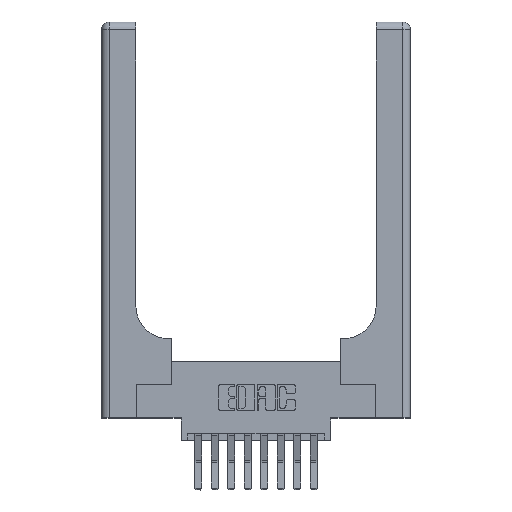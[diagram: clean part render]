
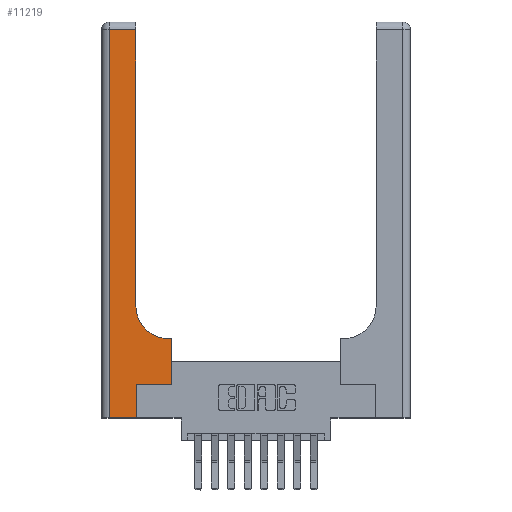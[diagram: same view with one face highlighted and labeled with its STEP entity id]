
A CAD part, top view. The second image highlights one B-rep face of the part: STEP entity #11219.
In plain terms, the highlighted planar face has unit normal (0, 0, 1).
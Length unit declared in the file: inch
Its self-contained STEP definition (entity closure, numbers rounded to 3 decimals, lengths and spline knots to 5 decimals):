
#68 = DIRECTION ( 'NONE',  ( 1., 0., 0. ) ) ;
#110 = EDGE_CURVE ( 'NONE', #162, #3413, #2057, .T. ) ;
#162 = VERTEX_POINT ( 'NONE', #11795 ) ;
#690 = VERTEX_POINT ( 'NONE', #4579 ) ;
#1006 = AXIS2_PLACEMENT_3D ( 'NONE', #2434, #10697, #3630 ) ;
#1097 = CARTESIAN_POINT ( 'NONE',  ( 0.06, 3., 0.37 ) ) ;
#1252 = LINE ( 'NONE', #2030, #13389 ) ;
#1324 = EDGE_CURVE ( 'NONE', #1707, #162, #7757, .T. ) ;
#1654 = EDGE_CURVE ( 'NONE', #10120, #8456, #4043, .T. ) ;
#1707 = VERTEX_POINT ( 'NONE', #6664 ) ;
#1978 = VECTOR ( 'NONE', #4304, 39.37008 ) ;
#2030 = CARTESIAN_POINT ( 'NONE',  ( 0.26, 3., 0.37 ) ) ;
#2057 = LINE ( 'NONE', #5816, #4455 ) ;
#2177 = ORIENTED_EDGE ( 'NONE', *, *, #13218, .T. ) ;
#2280 = VECTOR ( 'NONE', #2503, 39.37008 ) ;
#2434 = CARTESIAN_POINT ( 'NONE',  ( 0., 3., 0.37 ) ) ;
#2464 = ORIENTED_EDGE ( 'NONE', *, *, #2535, .T. ) ;
#2494 = EDGE_CURVE ( 'NONE', #8456, #1707, #7898, .T. ) ;
#2503 = DIRECTION ( 'NONE',  ( -1., 0., 0. ) ) ;
#2535 = EDGE_CURVE ( 'NONE', #12329, #14294, #1252, .T. ) ;
#2679 = EDGE_LOOP ( 'NONE', ( #2464, #6383, #2177, #8245, #9379, #12001, #6931, #7766, #5221 ) ) ;
#3031 = DIRECTION ( 'NONE',  ( 1., 0., 0. ) ) ;
#3413 = VERTEX_POINT ( 'NONE', #11838 ) ;
#3630 = DIRECTION ( 'NONE',  ( -1., 0., 0. ) ) ;
#3959 = CARTESIAN_POINT ( 'NONE',  ( 0.265, 0., 0.37 ) ) ;
#4043 = LINE ( 'NONE', #6563, #9579 ) ;
#4304 = DIRECTION ( 'NONE',  ( 0., 1., 0. ) ) ;
#4336 = EDGE_CURVE ( 'NONE', #3413, #690, #12978, .T. ) ;
#4455 = VECTOR ( 'NONE', #9348, 39.37008 ) ;
#4456 = LINE ( 'NONE', #1097, #12726 ) ;
#4513 = CIRCLE ( 'NONE', #8031, 0.25 ) ;
#4579 = CARTESIAN_POINT ( 'NONE',  ( 0.51, 0.6, 0.37 ) ) ;
#5193 = CARTESIAN_POINT ( 'NONE',  ( 0.06, 0., 0.37 ) ) ;
#5221 = ORIENTED_EDGE ( 'NONE', *, *, #12356, .T. ) ;
#5757 = DIRECTION ( 'NONE',  ( 0., 0., -1. ) ) ;
#5809 = DIRECTION ( 'NONE',  ( 0., -1., 0. ) ) ;
#5816 = CARTESIAN_POINT ( 'NONE',  ( 0.528, 0.25, 0.37 ) ) ;
#6383 = ORIENTED_EDGE ( 'NONE', *, *, #12526, .T. ) ;
#6563 = CARTESIAN_POINT ( 'NONE',  ( 0., 0., 0.37 ) ) ;
#6664 = CARTESIAN_POINT ( 'NONE',  ( 0.265, 0.25, 0.37 ) ) ;
#6762 = VECTOR ( 'NONE', #13248, 39.37008 ) ;
#6931 = ORIENTED_EDGE ( 'NONE', *, *, #110, .T. ) ;
#7430 = CARTESIAN_POINT ( 'NONE',  ( 0.26, 0.6, 0.37 ) ) ;
#7757 = LINE ( 'NONE', #11807, #13607 ) ;
#7766 = ORIENTED_EDGE ( 'NONE', *, *, #4336, .T. ) ;
#7898 = LINE ( 'NONE', #10238, #1978 ) ;
#8031 = AXIS2_PLACEMENT_3D ( 'NONE', #12810, #5757, #13986 ) ;
#8245 = ORIENTED_EDGE ( 'NONE', *, *, #1654, .T. ) ;
#8456 = VERTEX_POINT ( 'NONE', #3959 ) ;
#8946 = LINE ( 'NONE', #9591, #2280 ) ;
#9348 = DIRECTION ( 'NONE',  ( 0., 1., 0. ) ) ;
#9355 = CARTESIAN_POINT ( 'NONE',  ( 0.26, 2.94, 0.37 ) ) ;
#9379 = ORIENTED_EDGE ( 'NONE', *, *, #2494, .T. ) ;
#9523 = PLANE ( 'NONE',  #1006 ) ;
#9533 = FACE_OUTER_BOUND ( 'NONE', #2679, .T. ) ;
#9579 = VECTOR ( 'NONE', #3031, 39.37008 ) ;
#9591 = CARTESIAN_POINT ( 'NONE',  ( 0., 2.94, 0.37 ) ) ;
#10081 = CARTESIAN_POINT ( 'NONE',  ( 0.06, 2.94, 0.37 ) ) ;
#10120 = VERTEX_POINT ( 'NONE', #5193 ) ;
#10238 = CARTESIAN_POINT ( 'NONE',  ( 0.265, 0., 0.37 ) ) ;
#10373 = VERTEX_POINT ( 'NONE', #10081 ) ;
#10418 = CARTESIAN_POINT ( 'NONE',  ( 0.26, 0.85, 0.37 ) ) ;
#10697 = DIRECTION ( 'NONE',  ( 0., 0., -1. ) ) ;
#11219 = ADVANCED_FACE ( 'NONE', ( #9533 ), #9523, .F. ) ;
#11454 = DIRECTION ( 'NONE',  ( 0., 1., 0. ) ) ;
#11795 = CARTESIAN_POINT ( 'NONE',  ( 0.528, 0.25, 0.37 ) ) ;
#11807 = CARTESIAN_POINT ( 'NONE',  ( 0.265, 0.25, 0.37 ) ) ;
#11838 = CARTESIAN_POINT ( 'NONE',  ( 0.528, 0.6, 0.37 ) ) ;
#12001 = ORIENTED_EDGE ( 'NONE', *, *, #1324, .T. ) ;
#12329 = VERTEX_POINT ( 'NONE', #10418 ) ;
#12356 = EDGE_CURVE ( 'NONE', #690, #12329, #4513, .T. ) ;
#12526 = EDGE_CURVE ( 'NONE', #14294, #10373, #8946, .T. ) ;
#12726 = VECTOR ( 'NONE', #5809, 39.37008 ) ;
#12810 = CARTESIAN_POINT ( 'NONE',  ( 0.51, 0.85, 0.37 ) ) ;
#12978 = LINE ( 'NONE', #7430, #6762 ) ;
#13218 = EDGE_CURVE ( 'NONE', #10373, #10120, #4456, .T. ) ;
#13248 = DIRECTION ( 'NONE',  ( -1., 0., 0. ) ) ;
#13389 = VECTOR ( 'NONE', #11454, 39.37008 ) ;
#13607 = VECTOR ( 'NONE', #68, 39.37008 ) ;
#13986 = DIRECTION ( 'NONE',  ( 1., 0., 0. ) ) ;
#14294 = VERTEX_POINT ( 'NONE', #9355 ) ;
